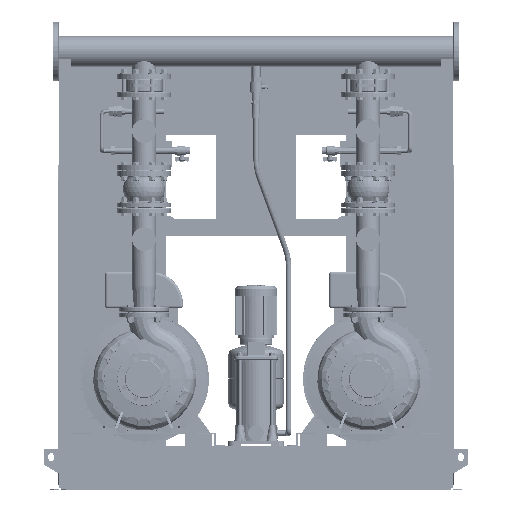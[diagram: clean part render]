
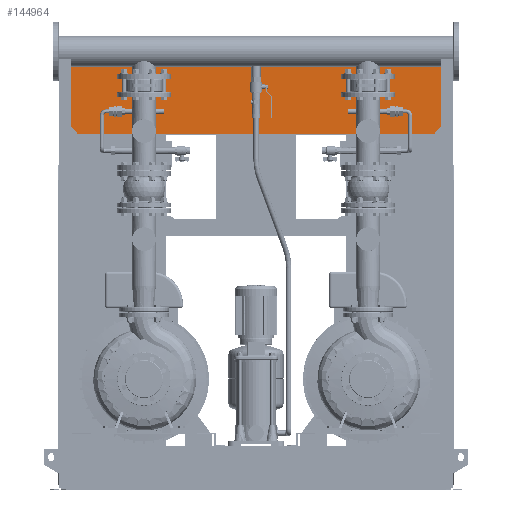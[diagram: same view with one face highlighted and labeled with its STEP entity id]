
A CAD part, left-side view. The second image highlights one B-rep face of the part: STEP entity #144964.
In plain terms, the highlighted planar face has unit normal (-1, 0, 0).
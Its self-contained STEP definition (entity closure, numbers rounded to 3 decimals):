
#144370=CARTESIAN_POINT('',(116.0,687.5,1611.425));
#144371=VERTEX_POINT('',#144370);
#144378=CARTESIAN_POINT('',(116.0,-687.5,1611.425));
#144379=VERTEX_POINT('',#144378);
#144380=CARTESIAN_POINT('',(116.0,-687.5,1611.425));
#144381=DIRECTION('',(0.0,1.0,0.0));
#144382=VECTOR('',#144381,1375.0);
#144383=LINE('',#144380,#144382);
#144384=EDGE_CURVE('',#144379,#144371,#144383,.T.);
#144441=CARTESIAN_POINT('',(116.0,-667.5,1331.425));
#144442=VERTEX_POINT('',#144441);
#144449=CARTESIAN_POINT('',(116.0,667.5,1331.425));
#144450=VERTEX_POINT('',#144449);
#144451=CARTESIAN_POINT('',(116.0,667.5,1331.425));
#144452=DIRECTION('',(0.0,-1.0,0.0));
#144453=VECTOR('',#144452,1335.0);
#144454=LINE('',#144451,#144453);
#144455=EDGE_CURVE('',#144450,#144442,#144454,.T.);
#144512=CARTESIAN_POINT('',(116.0,687.5,1607.425));
#144513=VERTEX_POINT('',#144512);
#144520=CARTESIAN_POINT('',(116.0,687.5,1611.425));
#144521=DIRECTION('',(0.0,0.0,-1.0));
#144522=VECTOR('',#144521,4.0);
#144523=LINE('',#144520,#144522);
#144524=EDGE_CURVE('',#144371,#144513,#144523,.T.);
#144550=CARTESIAN_POINT('',(116.0,730.,1607.425));
#144551=VERTEX_POINT('',#144550);
#144558=CARTESIAN_POINT('',(116.0,687.5,1607.425));
#144559=DIRECTION('',(0.0,1.0,0.0));
#144560=VECTOR('',#144559,42.5);
#144561=LINE('',#144558,#144560);
#144562=EDGE_CURVE('',#144513,#144551,#144561,.T.);
#144581=CARTESIAN_POINT('',(116.0,730.,1356.425));
#144582=VERTEX_POINT('',#144581);
#144589=CARTESIAN_POINT('',(116.0,730.,1607.425));
#144590=DIRECTION('',(0.0,0.0,-1.0));
#144591=VECTOR('',#144590,251.);
#144592=LINE('',#144589,#144591);
#144593=EDGE_CURVE('',#144551,#144582,#144592,.T.);
#144612=CARTESIAN_POINT('',(116.0,687.5,1356.425));
#144613=VERTEX_POINT('',#144612);
#144620=CARTESIAN_POINT('',(116.0,730.,1356.425));
#144621=DIRECTION('',(0.0,-1.0,0.0));
#144622=VECTOR('',#144621,42.5);
#144623=LINE('',#144620,#144622);
#144624=EDGE_CURVE('',#144582,#144613,#144623,.T.);
#144643=CARTESIAN_POINT('',(116.0,667.5,1336.425));
#144644=VERTEX_POINT('',#144643);
#144651=CARTESIAN_POINT('',(116.0,687.5,1356.425));
#144652=DIRECTION('',(0.0,-0.707,-0.707));
#144653=VECTOR('',#144652,28.284);
#144654=LINE('',#144651,#144653);
#144655=EDGE_CURVE('',#144613,#144644,#144654,.T.);
#144682=CARTESIAN_POINT('',(116.0,667.5,1336.425));
#144683=DIRECTION('',(0.0,0.0,-1.0));
#144684=VECTOR('',#144683,5.);
#144685=LINE('',#144682,#144684);
#144686=EDGE_CURVE('',#144644,#144450,#144685,.T.);
#144729=CARTESIAN_POINT('',(116.0,-667.5,1336.425));
#144730=VERTEX_POINT('',#144729);
#144737=CARTESIAN_POINT('',(116.0,-667.5,1331.425));
#144738=DIRECTION('',(0.0,0.0,1.0));
#144739=VECTOR('',#144738,5.0);
#144740=LINE('',#144737,#144739);
#144741=EDGE_CURVE('',#144442,#144730,#144740,.T.);
#144762=CARTESIAN_POINT('',(116.0,-687.5,1356.425));
#144763=VERTEX_POINT('',#144762);
#144770=CARTESIAN_POINT('',(116.0,-667.5,1336.425));
#144771=DIRECTION('',(0.0,-0.707,0.707));
#144772=VECTOR('',#144771,28.284);
#144773=LINE('',#144770,#144772);
#144774=EDGE_CURVE('',#144730,#144763,#144773,.T.);
#144793=CARTESIAN_POINT('',(116.0,-730.,1356.425));
#144794=VERTEX_POINT('',#144793);
#144801=CARTESIAN_POINT('',(116.0,-687.5,1356.425));
#144802=DIRECTION('',(0.0,-1.0,0.0));
#144803=VECTOR('',#144802,42.5);
#144804=LINE('',#144801,#144803);
#144805=EDGE_CURVE('',#144763,#144794,#144804,.T.);
#144824=CARTESIAN_POINT('',(116.0,-730.,1607.425));
#144825=VERTEX_POINT('',#144824);
#144832=CARTESIAN_POINT('',(116.0,-730.,1356.425));
#144833=DIRECTION('',(0.0,0.0,1.0));
#144834=VECTOR('',#144833,251.);
#144835=LINE('',#144832,#144834);
#144836=EDGE_CURVE('',#144794,#144825,#144835,.T.);
#144855=CARTESIAN_POINT('',(116.0,-687.5,1607.425));
#144856=VERTEX_POINT('',#144855);
#144863=CARTESIAN_POINT('',(116.0,-730.,1607.425));
#144864=DIRECTION('',(0.0,1.0,0.0));
#144865=VECTOR('',#144864,42.5);
#144866=LINE('',#144863,#144865);
#144867=EDGE_CURVE('',#144825,#144856,#144866,.T.);
#144894=CARTESIAN_POINT('',(116.0,-687.5,1607.425));
#144895=DIRECTION('',(0.0,0.0,1.0));
#144896=VECTOR('',#144895,4.0);
#144897=LINE('',#144894,#144896);
#144898=EDGE_CURVE('',#144856,#144379,#144897,.T.);
#144943=CARTESIAN_POINT('',(116.0,0.,1473.001));
#144944=DIRECTION('',(1.0,0.0,0.0));
#144945=DIRECTION('',(0.0,0.0,-1.0));
#144946=AXIS2_PLACEMENT_3D('',#144943,#144944,#144945);
#144947=PLANE('',#144946);
#144948=ORIENTED_EDGE('',*,*,#144384,.T.);
#144949=ORIENTED_EDGE('',*,*,#144524,.T.);
#144950=ORIENTED_EDGE('',*,*,#144562,.T.);
#144951=ORIENTED_EDGE('',*,*,#144593,.T.);
#144952=ORIENTED_EDGE('',*,*,#144624,.T.);
#144953=ORIENTED_EDGE('',*,*,#144655,.T.);
#144954=ORIENTED_EDGE('',*,*,#144686,.T.);
#144955=ORIENTED_EDGE('',*,*,#144455,.T.);
#144956=ORIENTED_EDGE('',*,*,#144741,.T.);
#144957=ORIENTED_EDGE('',*,*,#144774,.T.);
#144958=ORIENTED_EDGE('',*,*,#144805,.T.);
#144959=ORIENTED_EDGE('',*,*,#144836,.T.);
#144960=ORIENTED_EDGE('',*,*,#144867,.T.);
#144961=ORIENTED_EDGE('',*,*,#144898,.T.);
#144962=EDGE_LOOP('',(#144948,#144949,#144950,#144951,#144952,#144953,#144954,#144955,#144956,#144957,#144958,#144959,#144960,#144961));
#144963=FACE_OUTER_BOUND('',#144962,.T.);
#144964=ADVANCED_FACE('',(#144963),#144947,.F.);
